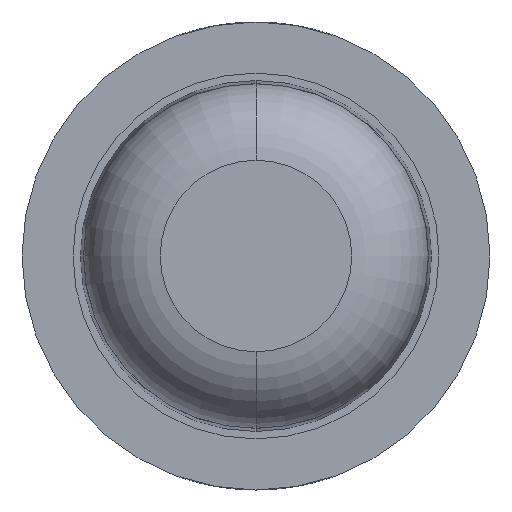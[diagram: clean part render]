
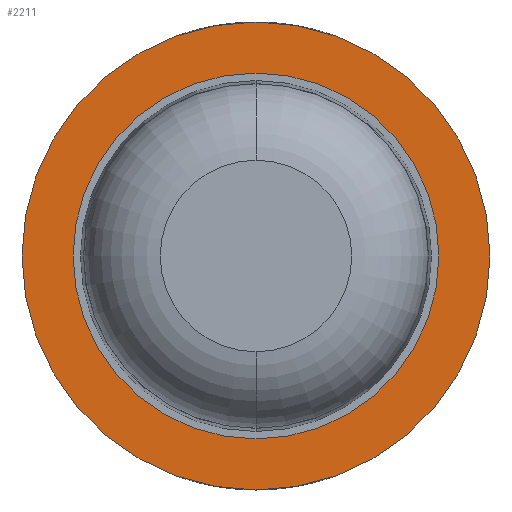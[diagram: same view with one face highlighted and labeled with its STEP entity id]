
A CAD part, front view. The second image highlights one B-rep face of the part: STEP entity #2211.
In plain terms, the highlighted planar face has unit normal (0, -1, 0).
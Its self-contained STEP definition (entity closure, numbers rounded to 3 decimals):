
#88 = VERTEX_POINT ( 'NONE', #2563 ) ;
#105 = DIRECTION ( 'NONE',  ( 0., 1., 0. ) ) ;
#331 = CIRCLE ( 'NONE', #3244, 0.825 ) ;
#492 = CARTESIAN_POINT ( 'NONE',  ( 0., -7., -0.825 ) ) ;
#596 = CARTESIAN_POINT ( 'NONE',  ( 1.1, -7., 0. ) ) ;
#701 = ORIENTED_EDGE ( 'NONE', *, *, #1097, .T. ) ;
#756 = CIRCLE ( 'NONE', #3310, 1.1 ) ;
#956 = CARTESIAN_POINT ( 'NONE',  ( 0., -7., 0. ) ) ;
#1018 = ORIENTED_EDGE ( 'NONE', *, *, #4194, .T. ) ;
#1097 = EDGE_CURVE ( 'Defeature ausgef�hrt4_3+Defeature ausgef�hrt4_4+Defeature ausgef�hrt4_4+Defeature ausgef�hrt4_4', #3566, #2829, #1778, .T. ) ;
#1161 = ORIENTED_EDGE ( 'NONE', *, *, #3933, .F. ) ;
#1164 = EDGE_LOOP ( 'NONE', ( #1161, #4766 ) ) ;
#1184 = VERTEX_POINT ( 'NONE', #2909 ) ;
#1309 = AXIS2_PLACEMENT_3D ( 'NONE', #596, #3292, #3318 ) ;
#1778 = CIRCLE ( 'NONE', #4346, 0.825 ) ;
#1877 = DIRECTION ( 'NONE',  ( 0., 0., 1. ) ) ;
#2168 = PLANE ( 'NONE',  #1309 ) ;
#2211 = ADVANCED_FACE ( 'Defeature ausgef�hrt4_3', ( #3563, #3873 ), #2168, .F. ) ;
#2364 = EDGE_LOOP ( 'NONE', ( #1018, #701 ) ) ;
#2434 = CARTESIAN_POINT ( 'NONE',  ( 0., -7., 0. ) ) ;
#2563 = CARTESIAN_POINT ( 'NONE',  ( 0., -7., -1.1 ) ) ;
#2627 = DIRECTION ( 'NONE',  ( 0., 1., 0. ) ) ;
#2668 = CARTESIAN_POINT ( 'NONE',  ( 0., -7., 0. ) ) ;
#2686 = DIRECTION ( 'NONE',  ( 0., 0., 1. ) ) ;
#2806 = DIRECTION ( 'NONE',  ( 0., 0., 1. ) ) ;
#2829 = VERTEX_POINT ( 'NONE', #4238 ) ;
#2909 = CARTESIAN_POINT ( 'NONE',  ( 0., -7., 1.1 ) ) ;
#3244 = AXIS2_PLACEMENT_3D ( 'NONE', #956, #4488, #1877 ) ;
#3292 = DIRECTION ( 'NONE',  ( 0., 1., 0. ) ) ;
#3310 = AXIS2_PLACEMENT_3D ( 'NONE', #4583, #2627, #3415 ) ;
#3318 = DIRECTION ( 'NONE',  ( 0., 0., 1. ) ) ;
#3415 = DIRECTION ( 'NONE',  ( 0., 0., 1. ) ) ;
#3563 = FACE_OUTER_BOUND ( 'NONE', #1164, .T. ) ;
#3566 = VERTEX_POINT ( 'NONE', #492 ) ;
#3865 = DIRECTION ( 'NONE',  ( 0., 1., 0. ) ) ;
#3873 = FACE_BOUND ( 'NONE', #2364, .T. ) ;
#3933 = EDGE_CURVE ( 'Defeature ausgef�hrt4_2+Defeature ausgef�hrt4_3+Defeature ausgef�hrt4_3+Defeature ausgef�hrt4_3', #1184, #88, #4209, .T. ) ;
#3965 = AXIS2_PLACEMENT_3D ( 'NONE', #2668, #3865, #2686 ) ;
#4194 = EDGE_CURVE ( 'Defeature ausgef�hrt4_3+Defeature ausgef�hrt4_4+Defeature ausgef�hrt4_4+Defeature ausgef�hrt4_4', #2829, #3566, #331, .T. ) ;
#4209 = CIRCLE ( 'NONE', #3965, 1.1 ) ;
#4238 = CARTESIAN_POINT ( 'NONE',  ( 0., -7., 0.825 ) ) ;
#4346 = AXIS2_PLACEMENT_3D ( 'NONE', #2434, #105, #2806 ) ;
#4488 = DIRECTION ( 'NONE',  ( 0., 1., 0. ) ) ;
#4583 = CARTESIAN_POINT ( 'NONE',  ( 0., -7., 0. ) ) ;
#4651 = EDGE_CURVE ( 'Defeature ausgef�hrt4_2+Defeature ausgef�hrt4_3+Defeature ausgef�hrt4_3+Defeature ausgef�hrt4_3', #88, #1184, #756, .T. ) ;
#4766 = ORIENTED_EDGE ( 'NONE', *, *, #4651, .F. ) ;
